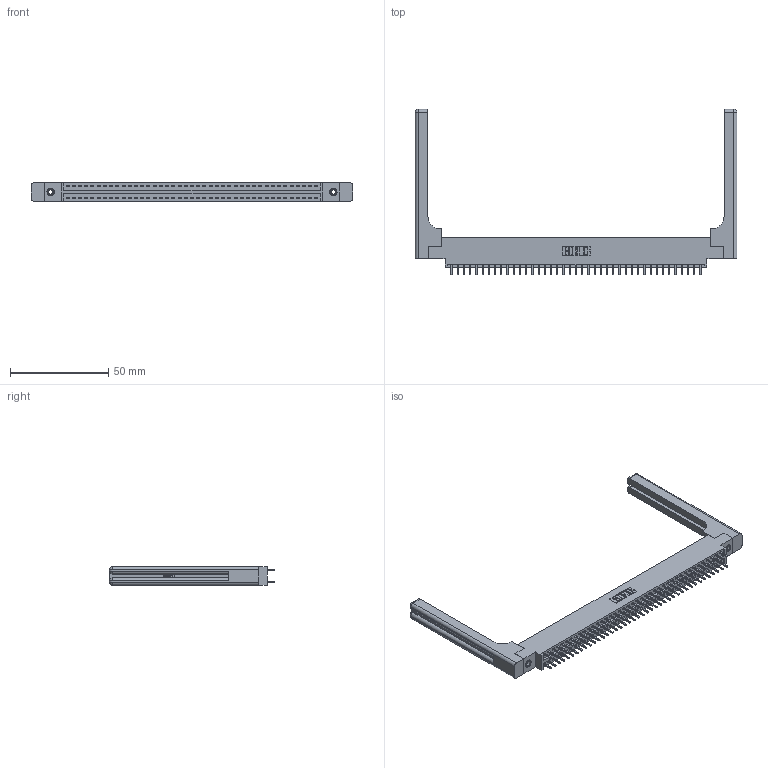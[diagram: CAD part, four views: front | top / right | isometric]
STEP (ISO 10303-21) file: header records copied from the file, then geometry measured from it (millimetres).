
FILE_DESCRIPTION (( 'STEP AP203' ), '1' );
FILE_NAME ('396-082-521-858.STEP', '2019-11-02T13:57:01', ( '' ), ( '' ), 'SwSTEP 2.0', 'SolidWorks 2016', '' );
FILE_SCHEMA (( 'CONFIG_CONTROL_DESIGN' ));
Length unit declared in the file: inch
Products named in the file (5): 345-292-001_345-293-121; 345-250-001_345-250-001-102; 346-220-058_345-220-058; 396-082-521-858; 346 Part_0.170 Offset - 0.156 Dia-TH
Assembly tree (87 placements, depth 2):
  396-082-521-858
    346 Part_0.170 Offset - 0.156 Dia-TH
    345-292-001_345-293-121  x82
    345-250-001_345-250-001-102  x2
    346-220-058_345-220-058  x2
Bounding box: 164.24 x 84.33 x 9.4 mm (x, y, z)
Volume: 23313.5 mm3; surface area: 26655.9 mm2
Topology: 87 solids, 87 shells, 4646 faces, 13717 edges, 9014 vertices
Faces by surface type: plane 3098, cylinder 1488, bspline 36, cone 12, sphere 8, torus 4
Entity records: 32224 total; most frequent: CARTESIAN_POINT 6321, ORIENTED_EDGE 5052, DIRECTION 4554, EDGE_CURVE 2526, LINE 2138, VECTOR 2138, VERTEX_POINT 1674, AXIS2_PLACEMENT_3D 1208
